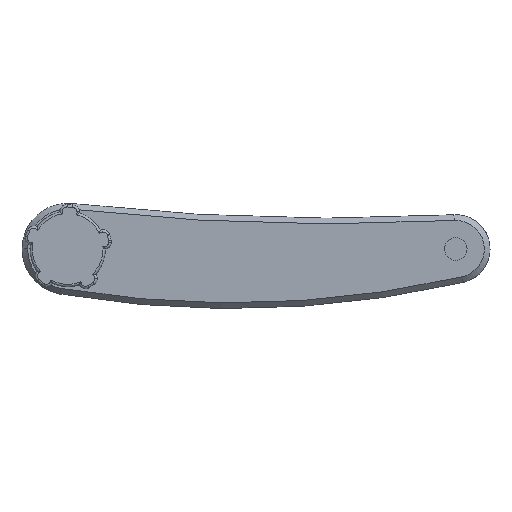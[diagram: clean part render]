
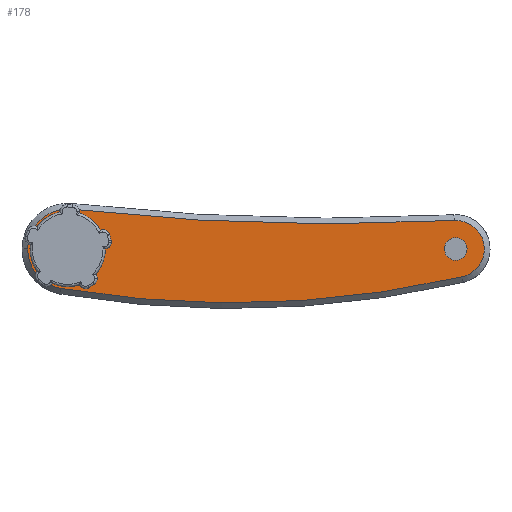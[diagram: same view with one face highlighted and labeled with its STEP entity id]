
A CAD part, top view. The second image highlights one B-rep face of the part: STEP entity #178.
In plain terms, the highlighted planar face has unit normal (0, 0, 1).
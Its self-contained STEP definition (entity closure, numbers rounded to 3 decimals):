
#26 = DIRECTION ( 'NONE',  ( 0., 0., -1. ) ) ;
#27 = FACE_BOUND ( 'NONE', #1679, .T. ) ;
#74 = DIRECTION ( 'NONE',  ( 0., 0., 1. ) ) ;
#83 = EDGE_CURVE ( 'NONE', #592, #954, #1113, .T. ) ;
#141 = CARTESIAN_POINT ( 'NONE',  ( 85., 0., 7.5 ) ) ;
#178 = ADVANCED_FACE ( 'NONE', ( #901, #27, #204 ), #384, .T. ) ;
#182 = EDGE_CURVE ( 'NONE', #1481, #802, #1805, .T. ) ;
#204 = FACE_OUTER_BOUND ( 'NONE', #1293, .T. ) ;
#229 = DIRECTION ( 'NONE',  ( 0., 0., 1. ) ) ;
#344 = CARTESIAN_POINT ( 'NONE',  ( 29.926, 1013.505, 7.5 ) ) ;
#361 = DIRECTION ( 'NONE',  ( 0., 0., 1. ) ) ;
#384 = PLANE ( 'NONE',  #1473 ) ;
#396 = EDGE_CURVE ( 'NONE', #2227, #1212, #2149, .T. ) ;
#442 = VERTEX_POINT ( 'NONE', #855 ) ;
#473 = CARTESIAN_POINT ( 'NONE',  ( -85., 0., 7.5 ) ) ;
#515 = CARTESIAN_POINT ( 'NONE',  ( -85., 0., 7.5 ) ) ;
#520 = ORIENTED_EDGE ( 'NONE', *, *, #1936, .T. ) ;
#539 = DIRECTION ( 'NONE',  ( 0., 0., -1. ) ) ;
#543 = DIRECTION ( 'NONE',  ( 1., 0., 0. ) ) ;
#573 = AXIS2_PLACEMENT_3D ( 'NONE', #1072, #1608, #1741 ) ;
#592 = VERTEX_POINT ( 'NONE', #1295 ) ;
#597 = AXIS2_PLACEMENT_3D ( 'NONE', #141, #361, #1063 ) ;
#606 = CIRCLE ( 'NONE', #573, 12.5 ) ;
#616 = EDGE_LOOP ( 'NONE', ( #1196, #1209 ) ) ;
#661 = AXIS2_PLACEMENT_3D ( 'NONE', #473, #1008, #1365 ) ;
#666 = AXIS2_PLACEMENT_3D ( 'NONE', #515, #26, #543 ) ;
#731 = CARTESIAN_POINT ( 'NONE',  ( -12.721, 423.882, 7.5 ) ) ;
#777 = CARTESIAN_POINT ( 'NONE',  ( 85., 0., 7.5 ) ) ;
#788 = DIRECTION ( 'NONE',  ( 1., 0., 0. ) ) ;
#802 = VERTEX_POINT ( 'NONE', #1342 ) ;
#806 = EDGE_CURVE ( 'NONE', #1212, #2139, #1069, .T. ) ;
#829 = ORIENTED_EDGE ( 'NONE', *, *, #1250, .T. ) ;
#853 = DIRECTION ( 'NONE',  ( 0., 0., 1. ) ) ;
#855 = CARTESIAN_POINT ( 'NONE',  ( -68.5, 0., 7.5 ) ) ;
#857 = EDGE_CURVE ( 'NONE', #2139, #1481, #1950, .T. ) ;
#901 = FACE_BOUND ( 'NONE', #616, .T. ) ;
#926 = AXIS2_PLACEMENT_3D ( 'NONE', #344, #539, #1243 ) ;
#933 = ORIENTED_EDGE ( 'NONE', *, *, #1554, .T. ) ;
#954 = VERTEX_POINT ( 'NONE', #1602 ) ;
#962 = ORIENTED_EDGE ( 'NONE', *, *, #806, .T. ) ;
#967 = ORIENTED_EDGE ( 'NONE', *, *, #857, .T. ) ;
#982 = CARTESIAN_POINT ( 'NONE',  ( -85., 0., 7.5 ) ) ;
#1008 = DIRECTION ( 'NONE',  ( 0., 0., 1. ) ) ;
#1009 = DIRECTION ( 'NONE',  ( 1., 0., 0. ) ) ;
#1026 = VERTEX_POINT ( 'NONE', #1842 ) ;
#1027 = AXIS2_PLACEMENT_3D ( 'NONE', #1213, #853, #1737 ) ;
#1063 = DIRECTION ( 'NONE',  ( 1., 0., 0. ) ) ;
#1069 = CIRCLE ( 'NONE', #661, 17.5 ) ;
#1072 = CARTESIAN_POINT ( 'NONE',  ( 85., 0., 7.5 ) ) ;
#1113 = CIRCLE ( 'NONE', #597, 5. ) ;
#1196 = ORIENTED_EDGE ( 'NONE', *, *, #1448, .F. ) ;
#1209 = ORIENTED_EDGE ( 'NONE', *, *, #83, .F. ) ;
#1212 = VERTEX_POINT ( 'NONE', #2267 ) ;
#1213 = CARTESIAN_POINT ( 'NONE',  ( -85., 0., 7.5 ) ) ;
#1243 = DIRECTION ( 'NONE',  ( 1., 0., 0. ) ) ;
#1250 = EDGE_CURVE ( 'NONE', #802, #2227, #606, .T. ) ;
#1262 = DIRECTION ( 'NONE',  ( 1., 0., 0. ) ) ;
#1289 = CARTESIAN_POINT ( 'NONE',  ( -102.5, 0., 7.5 ) ) ;
#1293 = EDGE_LOOP ( 'NONE', ( #1801, #962, #967, #1996, #829 ) ) ;
#1295 = CARTESIAN_POINT ( 'NONE',  ( 80., 0., 7.5 ) ) ;
#1296 = CARTESIAN_POINT ( 'NONE',  ( -87.942, -17.251, 7.5 ) ) ;
#1342 = CARTESIAN_POINT ( 'NONE',  ( 87.808, -12.181, 7.5 ) ) ;
#1365 = DIRECTION ( 'NONE',  ( 1., 0., 0. ) ) ;
#1448 = EDGE_CURVE ( 'NONE', #954, #592, #1769, .T. ) ;
#1473 = AXIS2_PLACEMENT_3D ( 'NONE', #1794, #74, #788 ) ;
#1481 = VERTEX_POINT ( 'NONE', #1296 ) ;
#1554 = EDGE_CURVE ( 'NONE', #442, #1026, #1945, .T. ) ;
#1587 = AXIS2_PLACEMENT_3D ( 'NONE', #731, #1849, #1262 ) ;
#1602 = CARTESIAN_POINT ( 'NONE',  ( 90., 0., 7.5 ) ) ;
#1608 = DIRECTION ( 'NONE',  ( 0., 0., 1. ) ) ;
#1628 = DIRECTION ( 'NONE',  ( 1., 0., 0. ) ) ;
#1658 = CARTESIAN_POINT ( 'NONE',  ( 84.322, 12.482, 7.5 ) ) ;
#1674 = DIRECTION ( 'NONE',  ( 0., 0., -1. ) ) ;
#1679 = EDGE_LOOP ( 'NONE', ( #520, #933 ) ) ;
#1737 = DIRECTION ( 'NONE',  ( 1., 0., 0. ) ) ;
#1741 = DIRECTION ( 'NONE',  ( 1., 0., 0. ) ) ;
#1769 = CIRCLE ( 'NONE', #2192, 5. ) ;
#1794 = CARTESIAN_POINT ( 'NONE',  ( 0., 0., 7.5 ) ) ;
#1801 = ORIENTED_EDGE ( 'NONE', *, *, #396, .T. ) ;
#1805 = CIRCLE ( 'NONE', #1587, 447.5 ) ;
#1842 = CARTESIAN_POINT ( 'NONE',  ( -101.5, 0., 7.5 ) ) ;
#1849 = DIRECTION ( 'NONE',  ( 0., 0., 1. ) ) ;
#1936 = EDGE_CURVE ( 'NONE', #1026, #442, #1985, .T. ) ;
#1945 = CIRCLE ( 'NONE', #2231, 16.5 ) ;
#1950 = CIRCLE ( 'NONE', #1027, 17.5 ) ;
#1985 = CIRCLE ( 'NONE', #666, 16.5 ) ;
#1996 = ORIENTED_EDGE ( 'NONE', *, *, #182, .T. ) ;
#2139 = VERTEX_POINT ( 'NONE', #1289 ) ;
#2149 = CIRCLE ( 'NONE', #926, 1002.5 ) ;
#2192 = AXIS2_PLACEMENT_3D ( 'NONE', #777, #229, #1628 ) ;
#2227 = VERTEX_POINT ( 'NONE', #1658 ) ;
#2231 = AXIS2_PLACEMENT_3D ( 'NONE', #982, #1674, #1009 ) ;
#2267 = CARTESIAN_POINT ( 'NONE',  ( -83.028, 17.389, 7.5 ) ) ;
